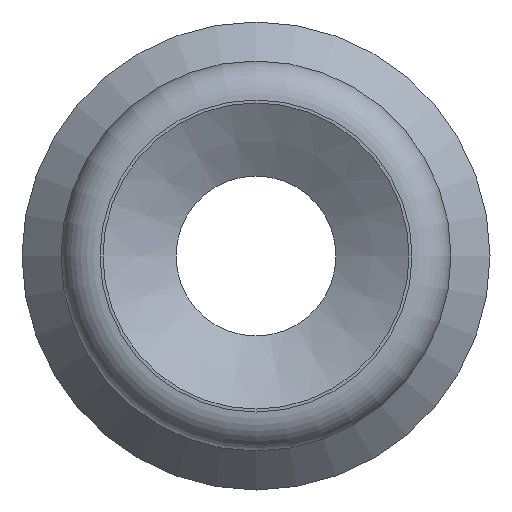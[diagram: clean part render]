
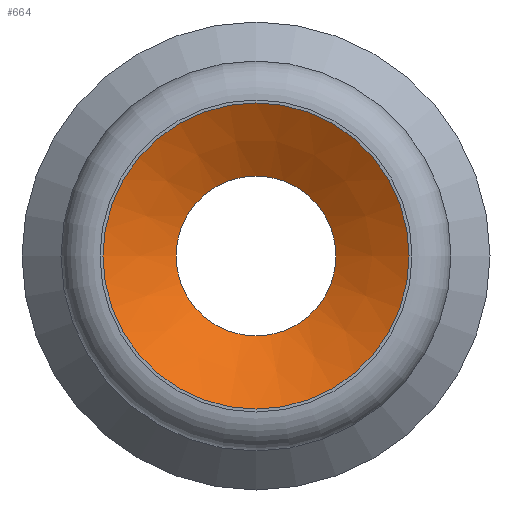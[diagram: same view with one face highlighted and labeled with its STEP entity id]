
A CAD part, left-side view. The second image highlights one B-rep face of the part: STEP entity #664.
In plain terms, the highlighted conical face has half-angle 60 degrees and reference radius 2.987 mm.
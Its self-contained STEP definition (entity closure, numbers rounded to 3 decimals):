
#630=CARTESIAN_POINT('',(21.083,2.05,0.0));
#631=VERTEX_POINT('',#630);
#632=CARTESIAN_POINT('',(21.083,0.0,0.0));
#633=DIRECTION('',(1.0,0.0,0.0));
#634=DIRECTION('',(0.0,1.0,0.0));
#635=AXIS2_PLACEMENT_3D('',#632,#633,#634);
#636=CIRCLE('',#635,2.05);
#637=EDGE_CURVE('',#631,#631,#636,.T.);
#645=CARTESIAN_POINT('',(20.541,0.0,0.0));
#646=DIRECTION('',(-1.0,0.0,0.0));
#647=DIRECTION('',(0.0,1.0,0.0));
#648=AXIS2_PLACEMENT_3D('',#645,#646,#647);
#649=CONICAL_SURFACE('',#648,2.988,60.);
#650=CARTESIAN_POINT('',(20.0,3.925,0.0));
#651=VERTEX_POINT('',#650);
#652=CARTESIAN_POINT('',(20.0,0.0,0.0));
#653=DIRECTION('',(1.0,0.0,0.0));
#654=DIRECTION('',(0.0,1.0,0.0));
#655=AXIS2_PLACEMENT_3D('',#652,#653,#654);
#656=CIRCLE('',#655,3.925);
#657=EDGE_CURVE('',#651,#651,#656,.T.);
#658=ORIENTED_EDGE('',*,*,#657,.F.);
#659=EDGE_LOOP('',(#658));
#660=FACE_OUTER_BOUND('',#659,.T.);
#661=ORIENTED_EDGE('',*,*,#637,.T.);
#662=EDGE_LOOP('',(#661));
#663=FACE_BOUND('',#662,.T.);
#664=ADVANCED_FACE('',(#660,#663),#649,.F.);
